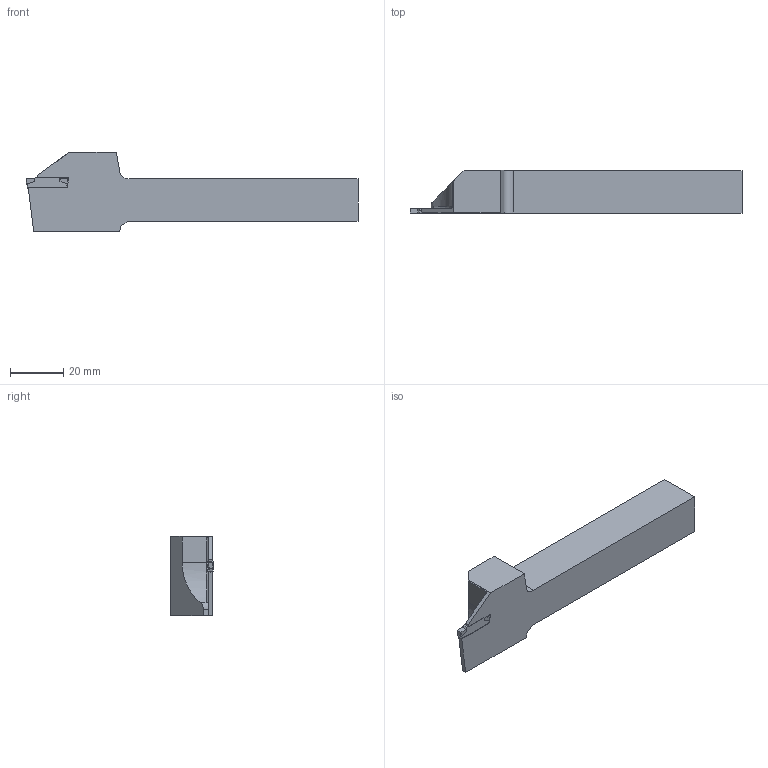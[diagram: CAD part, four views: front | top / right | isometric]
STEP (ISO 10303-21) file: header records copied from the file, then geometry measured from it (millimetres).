
FILE_DESCRIPTION(/* description */ (''),/* implementation_level */ '2;1');
FILE_NAME(/* name */ 'ADKT-K-R-1616-2-T15.stp',/* time_stamp */ '2023-10-19T17:19:01+03:00',/* author */ (''),/* organization */ (''),/* preprocessor_version */ 'ST-DEVELOPER v19.4',/* originating_system */ 'SIEMENS PLM Software NX2306.3001',/* authorisation */ '');
FILE_SCHEMA (('AUTOMOTIVE_DESIGN { 1 0 10303 214 3 1 1 1 }'));
Length unit declared in the file: millimetre
Products named in the file (1): ADKT-K-R-1616-2-T15-light
Bounding box: 125 x 16.2 x 30 mm (x, y, z)
Volume: 33035.4 mm3; surface area: 9176.5 mm2
Topology: 2 solids, 2 shells, 67 faces, 175 edges, 112 vertices
Faces by surface type: plane 45, cylinder 21, torus 1
Entity records: 2084 total; most frequent: CARTESIAN_POINT 397, ORIENTED_EDGE 350, DIRECTION 333, EDGE_CURVE 175, LINE 141, VECTOR 141, VERTEX_POINT 112, AXIS2_PLACEMENT_3D 96
